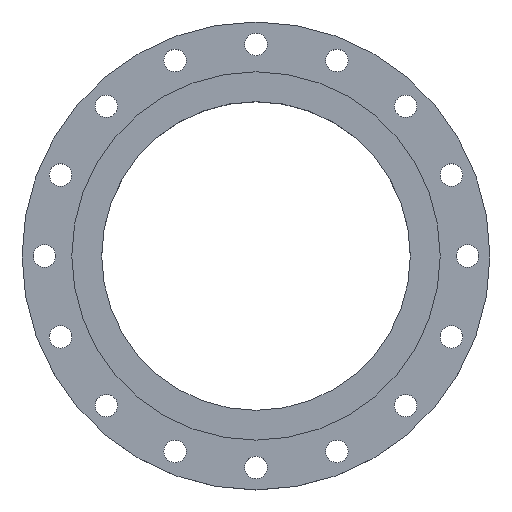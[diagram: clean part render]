
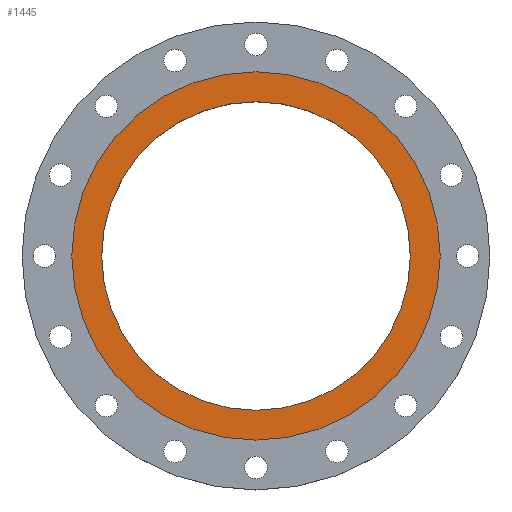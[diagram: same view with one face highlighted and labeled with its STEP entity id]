
A CAD part, top view. The second image highlights one B-rep face of the part: STEP entity #1445.
In plain terms, the highlighted planar face has unit normal (0, 0, 1).
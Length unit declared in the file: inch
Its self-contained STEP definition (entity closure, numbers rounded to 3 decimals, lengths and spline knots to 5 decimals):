
#39 = DIRECTION ( 'NONE',  ( 0., 0., 1. ) ) ;
#47 = CARTESIAN_POINT ( 'NONE',  ( 0., 7.75, 0. ) ) ;
#227 = AXIS2_PLACEMENT_3D ( 'NONE', #645, #650, #1348 ) ;
#290 = EDGE_CURVE ( 'NONE', #384, #1071, #496, .T. ) ;
#312 = FACE_OUTER_BOUND ( 'NONE', #1366, .T. ) ;
#323 = FACE_BOUND ( 'NONE', #804, .T. ) ;
#366 = CARTESIAN_POINT ( 'NONE',  ( -9.25, 0., 0. ) ) ;
#384 = VERTEX_POINT ( 'NONE', #366 ) ;
#433 = AXIS2_PLACEMENT_3D ( 'NONE', #467, #39, #1529 ) ;
#463 = VERTEX_POINT ( 'NONE', #1043 ) ;
#467 = CARTESIAN_POINT ( 'NONE',  ( 0., 0., 0. ) ) ;
#496 = CIRCLE ( 'NONE', #433, 9.25 ) ;
#608 = CIRCLE ( 'NONE', #227, 9.25 ) ;
#645 = CARTESIAN_POINT ( 'NONE',  ( 0., 0., 0. ) ) ;
#650 = DIRECTION ( 'NONE',  ( 0., 0., 1. ) ) ;
#795 = VERTEX_POINT ( 'NONE', #1009 ) ;
#804 = EDGE_LOOP ( 'NONE', ( #1699, #1062 ) ) ;
#844 = DIRECTION ( 'NONE',  ( 0., 0., -1. ) ) ;
#926 = DIRECTION ( 'NONE',  ( 0., 0., 1. ) ) ;
#934 = EDGE_CURVE ( 'NONE', #795, #463, #1739, .T. ) ;
#978 = CARTESIAN_POINT ( 'NONE',  ( 0., 0., 0. ) ) ;
#1009 = CARTESIAN_POINT ( 'NONE',  ( 7.75, 0., 0. ) ) ;
#1043 = CARTESIAN_POINT ( 'NONE',  ( -7.75, 0., 0. ) ) ;
#1062 = ORIENTED_EDGE ( 'NONE', *, *, #1712, .F. ) ;
#1071 = VERTEX_POINT ( 'NONE', #1394 ) ;
#1213 = DIRECTION ( 'NONE',  ( 1., 0., 0. ) ) ;
#1243 = ORIENTED_EDGE ( 'NONE', *, *, #1649, .T. ) ;
#1258 = PLANE ( 'NONE',  #1402 ) ;
#1348 = DIRECTION ( 'NONE',  ( 1., 0., 0. ) ) ;
#1366 = EDGE_LOOP ( 'NONE', ( #1243, #1746 ) ) ;
#1394 = CARTESIAN_POINT ( 'NONE',  ( 9.25, 0., 0. ) ) ;
#1402 = AXIS2_PLACEMENT_3D ( 'NONE', #47, #844, #1651 ) ;
#1445 = ADVANCED_FACE ( 'NONE', ( #323, #312 ), #1258, .F. ) ;
#1468 = CARTESIAN_POINT ( 'NONE',  ( 0., 0., 0. ) ) ;
#1508 = DIRECTION ( 'NONE',  ( 0., 0., 1. ) ) ;
#1514 = CIRCLE ( 'NONE', #1744, 7.75 ) ;
#1529 = DIRECTION ( 'NONE',  ( 1., 0., 0. ) ) ;
#1577 = AXIS2_PLACEMENT_3D ( 'NONE', #978, #1508, #1213 ) ;
#1619 = DIRECTION ( 'NONE',  ( 1., 0., 0. ) ) ;
#1649 = EDGE_CURVE ( 'NONE', #1071, #384, #608, .T. ) ;
#1651 = DIRECTION ( 'NONE',  ( -1., 0., 0. ) ) ;
#1699 = ORIENTED_EDGE ( 'NONE', *, *, #934, .F. ) ;
#1712 = EDGE_CURVE ( 'NONE', #463, #795, #1514, .T. ) ;
#1739 = CIRCLE ( 'NONE', #1577, 7.75 ) ;
#1744 = AXIS2_PLACEMENT_3D ( 'NONE', #1468, #926, #1619 ) ;
#1746 = ORIENTED_EDGE ( 'NONE', *, *, #290, .T. ) ;
